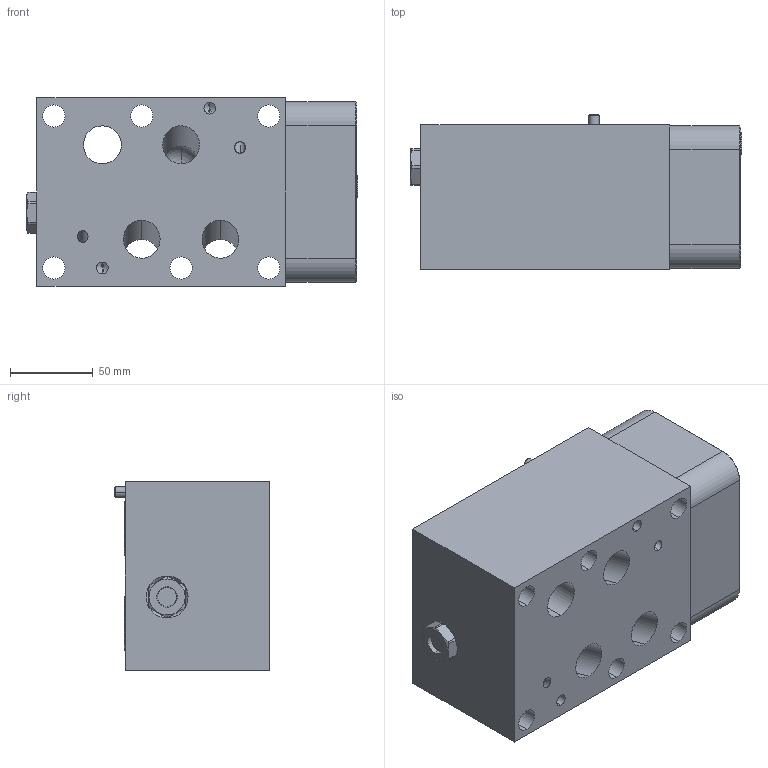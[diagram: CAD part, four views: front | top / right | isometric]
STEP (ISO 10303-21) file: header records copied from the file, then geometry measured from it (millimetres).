
FILE_DESCRIPTION((''),'2;1');
FILE_NAME('HBR_ASM','2022-01-31T',('ProEService'),(''),'PRO/ENGINEER BY PARAMETRIC TECHNOLOGY CORPORATION, 2014200','PRO/ENGINEER BY PARAMETRIC TECHNOLOGY CORPORATION, 2014200','');
FILE_SCHEMA(('CONFIG_CONTROL_DESIGN'));
Length unit declared in the file: inch
Products named in the file (7): 151-100; CSABAXN; 500-001-121; 500-001-114; 811-001-002; A330-006-004; HBR_ASM
Assembly tree (10 placements, depth 2):
  HBR_ASM
    151-100
    CSABAXN
    500-001-121  x4
    500-001-114  x2
    811-001-002
    A330-006-004
Bounding box: 200.53 x 93.68 x 114.3 mm (x, y, z)
Volume: 1481048.4 mm3; surface area: 182818.4 mm2
Topology: 12 solids, 15 shells, 523 faces, 1531 edges, 1212 vertices
Faces by surface type: cylinder 204, cone 131, plane 93, torus 47, revolution 34, sphere 14
Entity records: 20364 total; most frequent: CARTESIAN_POINT 6886, DIRECTION 2914, ORIENTED_EDGE 2388, EDGE_CURVE 1194, AXIS2_PLACEMENT_3D 1100, VERTEX_POINT 735, VECTOR 696, LINE 696
